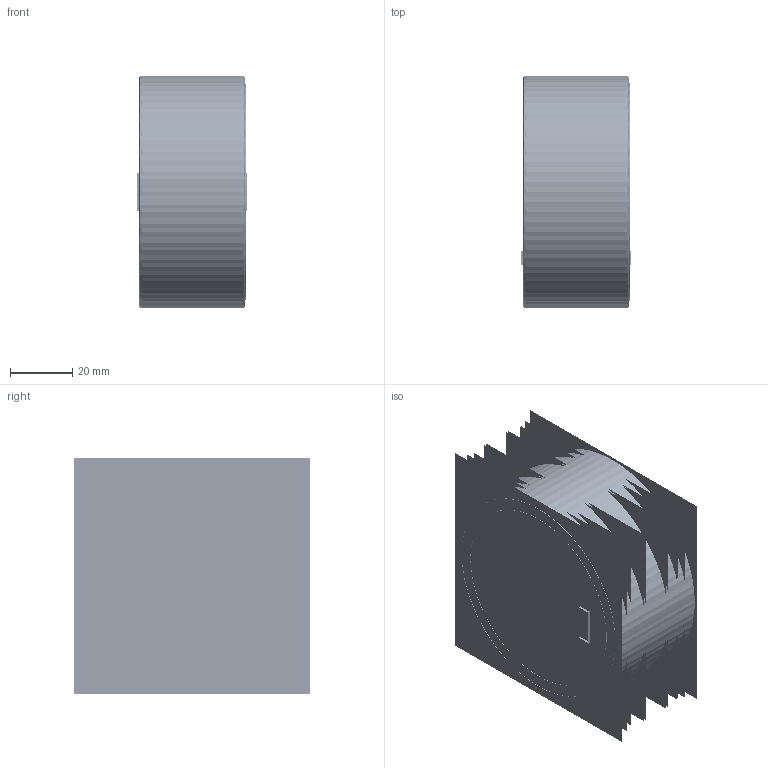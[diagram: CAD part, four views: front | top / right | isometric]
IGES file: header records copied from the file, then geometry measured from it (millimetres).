
Start section:  PTC IGES file: fnd470z.igs
Global section: file name: fnd470z.igs; native system: Creo Parametric by Parametric Technology Corporation; preprocessor: 2013150; author: sales 4; organization: Unknown; date: 20140325.144152; units: millimetre
Bounding box: 35.36 x 75.92 x 75.94 mm (x, y, z)
Volume: 94256.3 mm3; surface area: 958329.1 mm2
Topology: 75 solids, 75 shells, 7132 faces, 37450 edges, 47111 vertices
Faces by surface type: bspline 3894, revolution 3238
